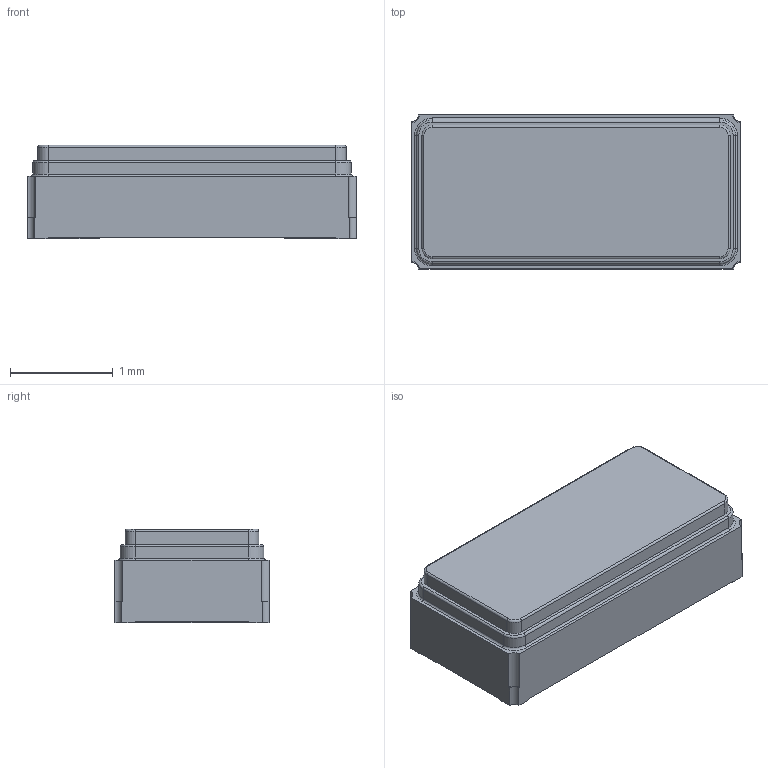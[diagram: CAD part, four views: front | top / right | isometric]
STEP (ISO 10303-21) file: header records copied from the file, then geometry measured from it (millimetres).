
FILE_DESCRIPTION (( 'STEP AP214' ), '1' );
FILE_NAME ('CRYSTAL-SMD_L3.2-W1.5-1.STEP', '2021-09-12T00:26:38', ( '' ), ( '' ), 'SwSTEP 2.0', 'SolidWorks 2018', '' );
FILE_SCHEMA (( 'AUTOMOTIVE_DESIGN' ));
Length unit declared in the file: millimetre
Products named in the file (1): CRYSTAL-SMD_L3.2-W1.5-1
Bounding box: 3.2 x 1.5 x 0.91 mm (x, y, z)
Volume: 4.1 mm3; surface area: 17.6 mm2
Topology: 1 solids, 1 shells, 140 faces, 363 edges, 234 vertices
Faces by surface type: plane 78, cylinder 36, bspline 14, torus 12
Entity records: 6513 total; most frequent: CARTESIAN_POINT 1536, ORIENTED_EDGE 726, DIRECTION 673, EDGE_CURVE 363, VECTOR 251, LINE 251, VERTEX_POINT 234, AXIS2_PLACEMENT_3D 211
